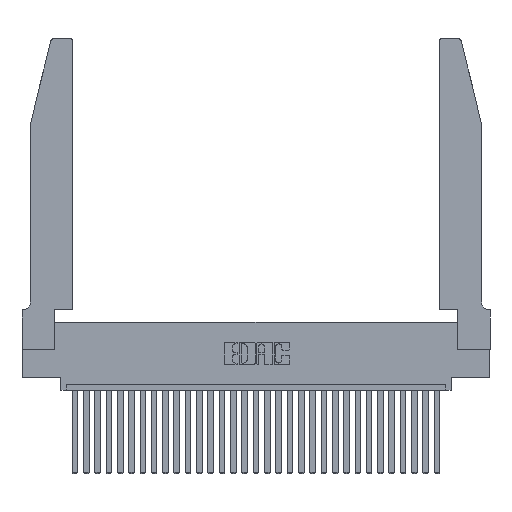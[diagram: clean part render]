
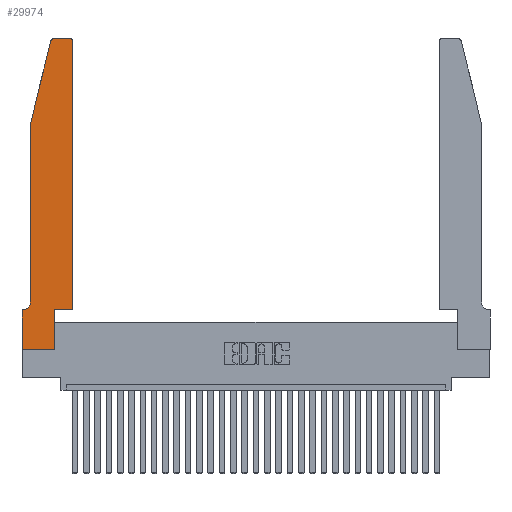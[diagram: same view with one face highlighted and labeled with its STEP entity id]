
A CAD part, top view. The second image highlights one B-rep face of the part: STEP entity #29974.
In plain terms, the highlighted planar face has unit normal (0, 0, 1).
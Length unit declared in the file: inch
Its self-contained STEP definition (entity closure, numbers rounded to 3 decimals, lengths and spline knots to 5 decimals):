
#352 = LINE ( 'NONE', #20271, #8132 ) ;
#811 = EDGE_CURVE ( 'NONE', #12332, #24013, #9721, .T. ) ;
#949 = CARTESIAN_POINT ( 'NONE',  ( 0.4205, 2.75, 0.37 ) ) ;
#1087 = EDGE_CURVE ( 'NONE', #27218, #12332, #19764, .T. ) ;
#1267 = CARTESIAN_POINT ( 'NONE',  ( 0.2865, 0., 0.37 ) ) ;
#1274 = ORIENTED_EDGE ( 'NONE', *, *, #1087, .T. ) ;
#1902 = EDGE_CURVE ( 'NONE', #16969, #23284, #23449, .T. ) ;
#2146 = CARTESIAN_POINT ( 'NONE',  ( 0.0055, 0.42, 0.37 ) ) ;
#2539 = ORIENTED_EDGE ( 'NONE', *, *, #5575, .T. ) ;
#2641 = CARTESIAN_POINT ( 'NONE',  ( 0.2865, 0.35, 0.37 ) ) ;
#2741 = CARTESIAN_POINT ( 'NONE',  ( 0.25487, 2.72718, 0.37 ) ) ;
#2799 = EDGE_CURVE ( 'NONE', #7264, #6101, #14425, .T. ) ;
#2893 = EDGE_CURVE ( 'NONE', #23284, #22629, #5510, .T. ) ;
#3032 = VERTEX_POINT ( 'NONE', #1267 ) ;
#3599 = VECTOR ( 'NONE', #15879, 39.37008 ) ;
#3939 = CARTESIAN_POINT ( 'NONE',  ( 0.4205, 2.72, 0.37 ) ) ;
#4155 = EDGE_CURVE ( 'NONE', #3032, #17985, #16986, .T. ) ;
#4680 = CARTESIAN_POINT ( 'NONE',  ( 0., 0., 0.37 ) ) ;
#5429 = ORIENTED_EDGE ( 'NONE', *, *, #1902, .T. ) ;
#5510 = LINE ( 'NONE', #21186, #12170 ) ;
#5575 = EDGE_CURVE ( 'NONE', #24013, #7264, #23608, .T. ) ;
#5685 = LINE ( 'NONE', #28864, #30204 ) ;
#5768 = CARTESIAN_POINT ( 'NONE',  ( 0.0755, 2., 0.37 ) ) ;
#6101 = VERTEX_POINT ( 'NONE', #6381 ) ;
#6203 = CARTESIAN_POINT ( 'NONE',  ( 0.0055, 0.35, 0.37 ) ) ;
#6276 = DIRECTION ( 'NONE',  ( 1., 0., 0. ) ) ;
#6381 = CARTESIAN_POINT ( 'NONE',  ( 0.0755, 2., 0.37 ) ) ;
#6610 = ORIENTED_EDGE ( 'NONE', *, *, #9097, .T. ) ;
#6837 = AXIS2_PLACEMENT_3D ( 'NONE', #3939, #20534, #6276 ) ;
#7264 = VERTEX_POINT ( 'NONE', #2741 ) ;
#7506 = DIRECTION ( 'NONE',  ( 1., 0., 0. ) ) ;
#8132 = VECTOR ( 'NONE', #27755, 39.37008 ) ;
#8361 = CIRCLE ( 'NONE', #20023, 0.07 ) ;
#8739 = CARTESIAN_POINT ( 'NONE',  ( 0.4505, 2.72, 0.37 ) ) ;
#8830 = VECTOR ( 'NONE', #15944, 39.37008 ) ;
#8834 = ORIENTED_EDGE ( 'NONE', *, *, #2893, .T. ) ;
#9097 = EDGE_CURVE ( 'NONE', #22629, #3032, #20290, .T. ) ;
#9285 = AXIS2_PLACEMENT_3D ( 'NONE', #12269, #21780, #7506 ) ;
#9570 = PLANE ( 'NONE',  #21971 ) ;
#9707 = CARTESIAN_POINT ( 'NONE',  ( 0.0755, 0.42, 0.37 ) ) ;
#9721 = LINE ( 'NONE', #28965, #20907 ) ;
#10123 = DIRECTION ( 'NONE',  ( 0., -1., 0. ) ) ;
#11658 = DIRECTION ( 'NONE',  ( -1., 0., 0. ) ) ;
#12170 = VECTOR ( 'NONE', #20760, 39.37008 ) ;
#12269 = CARTESIAN_POINT ( 'NONE',  ( 0.284, 2.72, 0.37 ) ) ;
#12332 = VERTEX_POINT ( 'NONE', #949 ) ;
#12594 = DIRECTION ( 'NONE',  ( 0., 1., 0. ) ) ;
#13435 = ORIENTED_EDGE ( 'NONE', *, *, #4155, .T. ) ;
#14425 = LINE ( 'NONE', #5768, #8830 ) ;
#14657 = ORIENTED_EDGE ( 'NONE', *, *, #811, .T. ) ;
#14816 = ORIENTED_EDGE ( 'NONE', *, *, #24873, .T. ) ;
#15667 = CARTESIAN_POINT ( 'NONE',  ( 0., 0., 0.37 ) ) ;
#15879 = DIRECTION ( 'NONE',  ( 1., 0., 0. ) ) ;
#15944 = DIRECTION ( 'NONE',  ( -0.239, -0.971, 0. ) ) ;
#15958 = EDGE_CURVE ( 'NONE', #6101, #16233, #5685, .T. ) ;
#16233 = VERTEX_POINT ( 'NONE', #9707 ) ;
#16334 = VERTEX_POINT ( 'NONE', #22894 ) ;
#16969 = VERTEX_POINT ( 'NONE', #6203 ) ;
#16986 = LINE ( 'NONE', #21865, #22596 ) ;
#17088 = ORIENTED_EDGE ( 'NONE', *, *, #22261, .T. ) ;
#17985 = VERTEX_POINT ( 'NONE', #2641 ) ;
#19764 = CIRCLE ( 'NONE', #6837, 0.03 ) ;
#20023 = AXIS2_PLACEMENT_3D ( 'NONE', #2146, #25923, #11658 ) ;
#20271 = CARTESIAN_POINT ( 'NONE',  ( 0.4505, 0.35, 0.37 ) ) ;
#20290 = LINE ( 'NONE', #15667, #3599 ) ;
#20534 = DIRECTION ( 'NONE',  ( 0., 0., 1. ) ) ;
#20760 = DIRECTION ( 'NONE',  ( 0., -1., 0. ) ) ;
#20907 = VECTOR ( 'NONE', #29058, 39.37008 ) ;
#21186 = CARTESIAN_POINT ( 'NONE',  ( 0., 0., 0.37 ) ) ;
#21754 = DIRECTION ( 'NONE',  ( 0., 0., 1. ) ) ;
#21780 = DIRECTION ( 'NONE',  ( 0., 0., 1. ) ) ;
#21865 = CARTESIAN_POINT ( 'NONE',  ( 0.2865, 0.35, 0.37 ) ) ;
#21965 = VECTOR ( 'NONE', #30205, 39.37008 ) ;
#21969 = FACE_OUTER_BOUND ( 'NONE', #23264, .T. ) ;
#21971 = AXIS2_PLACEMENT_3D ( 'NONE', #26532, #21754, #23944 ) ;
#21978 = ORIENTED_EDGE ( 'NONE', *, *, #15958, .T. ) ;
#22261 = EDGE_CURVE ( 'NONE', #16334, #27218, #29026, .T. ) ;
#22596 = VECTOR ( 'NONE', #22786, 39.37008 ) ;
#22629 = VERTEX_POINT ( 'NONE', #4680 ) ;
#22786 = DIRECTION ( 'NONE',  ( 0., 1., 0. ) ) ;
#22894 = CARTESIAN_POINT ( 'NONE',  ( 0.4505, 0.35, 0.37 ) ) ;
#23075 = CARTESIAN_POINT ( 'NONE',  ( 0.0755, 0.35, 0.37 ) ) ;
#23264 = EDGE_LOOP ( 'NONE', ( #14657, #2539, #26774, #21978, #14816, #5429, #8834, #6610, #13435, #28584, #17088, #1274 ) ) ;
#23284 = VERTEX_POINT ( 'NONE', #27539 ) ;
#23449 = LINE ( 'NONE', #23075, #21965 ) ;
#23608 = CIRCLE ( 'NONE', #9285, 0.03 ) ;
#23944 = DIRECTION ( 'NONE',  ( 1., 0., 0. ) ) ;
#24013 = VERTEX_POINT ( 'NONE', #24597 ) ;
#24597 = CARTESIAN_POINT ( 'NONE',  ( 0.284, 2.75, 0.37 ) ) ;
#24873 = EDGE_CURVE ( 'NONE', #16233, #16969, #8361, .T. ) ;
#25923 = DIRECTION ( 'NONE',  ( 0., 0., -1. ) ) ;
#26532 = CARTESIAN_POINT ( 'NONE',  ( 0., 0.35, 0.37 ) ) ;
#26774 = ORIENTED_EDGE ( 'NONE', *, *, #2799, .T. ) ;
#26802 = VECTOR ( 'NONE', #12594, 39.37008 ) ;
#27218 = VERTEX_POINT ( 'NONE', #8739 ) ;
#27539 = CARTESIAN_POINT ( 'NONE',  ( 0., 0.35, 0.37 ) ) ;
#27755 = DIRECTION ( 'NONE',  ( 1., 0., 0. ) ) ;
#28584 = ORIENTED_EDGE ( 'NONE', *, *, #30414, .T. ) ;
#28864 = CARTESIAN_POINT ( 'NONE',  ( 0.0755, 2., 0.37 ) ) ;
#28950 = CARTESIAN_POINT ( 'NONE',  ( 0.4505, 0.35, 0.37 ) ) ;
#28965 = CARTESIAN_POINT ( 'NONE',  ( 0.2605, 2.75, 0.37 ) ) ;
#29026 = LINE ( 'NONE', #28950, #26802 ) ;
#29058 = DIRECTION ( 'NONE',  ( -1., 0., 0. ) ) ;
#29974 = ADVANCED_FACE ( 'NONE', ( #21969 ), #9570, .T. ) ;
#30204 = VECTOR ( 'NONE', #10123, 39.37008 ) ;
#30205 = DIRECTION ( 'NONE',  ( -1., 0., 0. ) ) ;
#30414 = EDGE_CURVE ( 'NONE', #17985, #16334, #352, .T. ) ;
